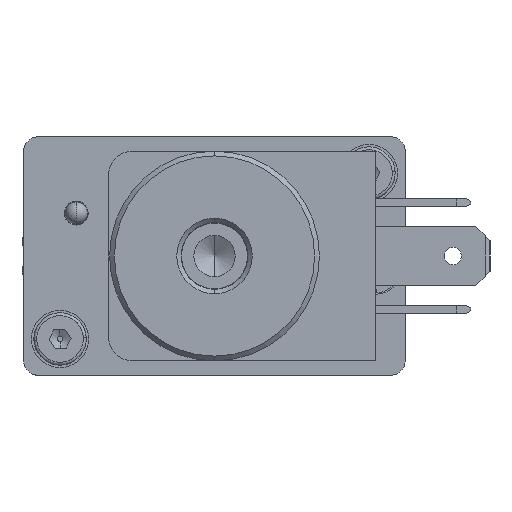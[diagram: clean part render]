
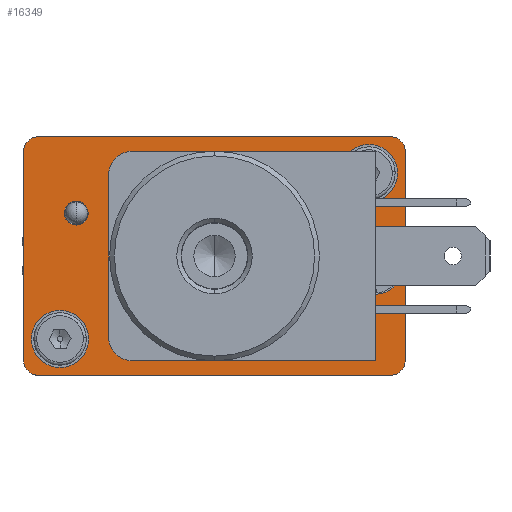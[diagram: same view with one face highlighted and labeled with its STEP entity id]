
A CAD part, left-side view. The second image highlights one B-rep face of the part: STEP entity #16349.
In plain terms, the highlighted face is planar.
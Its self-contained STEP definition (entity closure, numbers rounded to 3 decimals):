
#11897=CARTESIAN_POINT('',(7.2,25.75,15.2));
#11898=VERTEX_POINT('',#11897);
#11914=CARTESIAN_POINT('',(7.2,25.75,9.2));
#11915=VERTEX_POINT('',#11914);
#11922=CARTESIAN_POINT('',(7.2,25.75,12.2));
#11923=DIRECTION('',(0.0,-1.0,0.0));
#11924=DIRECTION('',(0.0,0.0,1.0));
#11925=AXIS2_PLACEMENT_3D('',#11922,#11923,#11924);
#11926=CIRCLE('',#11925,3.0);
#11927=EDGE_CURVE('',#11898,#11915,#11926,.T.);
#11939=CARTESIAN_POINT('',(-10.2,25.75,-17.2));
#11940=VERTEX_POINT('',#11939);
#11956=CARTESIAN_POINT('',(-10.2,25.75,-23.2));
#11957=VERTEX_POINT('',#11956);
#11964=CARTESIAN_POINT('',(-10.2,25.75,-20.2));
#11965=DIRECTION('',(0.0,-1.0,0.0));
#11966=DIRECTION('',(0.0,0.0,1.0));
#11967=AXIS2_PLACEMENT_3D('',#11964,#11965,#11966);
#11968=CIRCLE('',#11967,3.0);
#11969=EDGE_CURVE('',#11940,#11957,#11968,.T.);
#11981=CARTESIAN_POINT('',(-13.561,25.75,15.561));
#11982=VERTEX_POINT('',#11981);
#11998=CARTESIAN_POINT('',(-12.5,25.75,16.));
#11999=VERTEX_POINT('',#11998);
#12006=CARTESIAN_POINT('',(-12.5,25.75,14.5));
#12007=DIRECTION('',(0.0,-1.,0.0));
#12008=DIRECTION('',(-0.707,0.0,0.707));
#12009=AXIS2_PLACEMENT_3D('',#12006,#12007,#12008);
#12010=CIRCLE('',#12009,1.5);
#12011=EDGE_CURVE('',#11999,#11982,#12010,.T.);
#12023=CARTESIAN_POINT('',(-13.561,25.75,-23.561));
#12024=VERTEX_POINT('',#12023);
#12040=CARTESIAN_POINT('',(-14.0,25.75,-22.5));
#12041=VERTEX_POINT('',#12040);
#12048=CARTESIAN_POINT('',(-12.5,25.75,-22.5));
#12049=DIRECTION('',(0.0,-1.,0.0));
#12050=DIRECTION('',(-0.707,0.0,-0.707));
#12051=AXIS2_PLACEMENT_3D('',#12048,#12049,#12050);
#12052=CIRCLE('',#12051,1.5);
#12053=EDGE_CURVE('',#12041,#12024,#12052,.T.);
#12065=CARTESIAN_POINT('',(10.561,25.75,-23.561));
#12066=VERTEX_POINT('',#12065);
#12082=CARTESIAN_POINT('',(9.5,25.75,-24.0));
#12083=VERTEX_POINT('',#12082);
#12090=CARTESIAN_POINT('',(9.5,25.75,-22.5));
#12091=DIRECTION('',(0.0,-1.,0.0));
#12092=DIRECTION('',(0.707,0.0,-0.707));
#12093=AXIS2_PLACEMENT_3D('',#12090,#12091,#12092);
#12094=CIRCLE('',#12093,1.5);
#12095=EDGE_CURVE('',#12083,#12066,#12094,.T.);
#12107=CARTESIAN_POINT('',(10.561,25.75,15.561));
#12108=VERTEX_POINT('',#12107);
#12124=CARTESIAN_POINT('',(11.0,25.75,14.5));
#12125=VERTEX_POINT('',#12124);
#12132=CARTESIAN_POINT('',(9.5,25.75,14.5));
#12133=DIRECTION('',(0.0,-1.,0.0));
#12134=DIRECTION('',(0.707,0.0,0.707));
#12135=AXIS2_PLACEMENT_3D('',#12132,#12133,#12134);
#12136=CIRCLE('',#12135,1.5);
#12137=EDGE_CURVE('',#12125,#12108,#12136,.T.);
#12835=CARTESIAN_POINT('',(-3.0,25.75,15.5));
#12836=VERTEX_POINT('',#12835);
#12852=CARTESIAN_POINT('',(-3.,25.75,10.5));
#12853=VERTEX_POINT('',#12852);
#12860=CARTESIAN_POINT('',(-3.0,25.75,13.));
#12861=DIRECTION('',(0.0,-1.0,0.0));
#12862=DIRECTION('',(0.0,0.0,1.0));
#12863=AXIS2_PLACEMENT_3D('',#12860,#12861,#12862);
#12864=CIRCLE('',#12863,2.5);
#12865=EDGE_CURVE('',#12836,#12853,#12864,.T.);
#12918=CARTESIAN_POINT('',(7.5,25.75,-4.));
#12919=VERTEX_POINT('',#12918);
#12935=CARTESIAN_POINT('',(-10.5,25.75,-4.));
#12936=VERTEX_POINT('',#12935);
#12943=CARTESIAN_POINT('',(-1.5,25.75,-4.));
#12944=DIRECTION('',(0.0,-1.0,0.0));
#12945=DIRECTION('',(1.0,0.0,0.0));
#12946=AXIS2_PLACEMENT_3D('',#12943,#12944,#12945);
#12947=CIRCLE('',#12946,9.0);
#12948=EDGE_CURVE('',#12919,#12936,#12947,.T.);
#13875=CARTESIAN_POINT('',(3.0,25.75,-17.25));
#13876=VERTEX_POINT('',#13875);
#13892=CARTESIAN_POINT('',(3.0,25.75,-19.75));
#13893=VERTEX_POINT('',#13892);
#13900=CARTESIAN_POINT('',(3.0,25.75,-18.5));
#13901=DIRECTION('',(0.0,-1.0,0.0));
#13902=DIRECTION('',(0.0,0.0,1.0));
#13903=AXIS2_PLACEMENT_3D('',#13900,#13901,#13902);
#13904=CIRCLE('',#13903,1.25);
#13905=EDGE_CURVE('',#13876,#13893,#13904,.T.);
#13956=CARTESIAN_POINT('',(3.0,25.75,-18.5));
#13957=DIRECTION('',(0.0,-1.0,0.0));
#13958=DIRECTION('',(0.0,0.0,1.0));
#13959=AXIS2_PLACEMENT_3D('',#13956,#13957,#13958);
#13960=CIRCLE('',#13959,1.25);
#13961=EDGE_CURVE('',#13893,#13876,#13960,.T.);
#15331=CARTESIAN_POINT('',(-1.5,25.75,-4.));
#15332=DIRECTION('',(0.0,-1.0,0.0));
#15333=DIRECTION('',(1.0,0.0,0.0));
#15334=AXIS2_PLACEMENT_3D('',#15331,#15332,#15333);
#15335=CIRCLE('',#15334,9.0);
#15336=EDGE_CURVE('',#12936,#12919,#15335,.T.);
#15392=CARTESIAN_POINT('',(-3.0,25.75,13.));
#15393=DIRECTION('',(0.0,-1.0,0.0));
#15394=DIRECTION('',(0.0,0.0,1.0));
#15395=AXIS2_PLACEMENT_3D('',#15392,#15393,#15394);
#15396=CIRCLE('',#15395,2.5);
#15397=EDGE_CURVE('',#12853,#12836,#15396,.T.);
#16206=CARTESIAN_POINT('',(9.5,25.75,16.));
#16207=VERTEX_POINT('',#16206);
#16208=CARTESIAN_POINT('',(9.5,25.75,14.5));
#16209=DIRECTION('',(0.0,-1.,0.0));
#16210=DIRECTION('',(0.707,0.0,0.707));
#16211=AXIS2_PLACEMENT_3D('',#16208,#16209,#16210);
#16212=CIRCLE('',#16211,1.5);
#16213=EDGE_CURVE('',#12108,#16207,#16212,.T.);
#16239=CARTESIAN_POINT('',(9.5,25.75,16.));
#16240=DIRECTION('',(-1.0,0.0,0.0));
#16241=VECTOR('',#16240,22.0);
#16242=LINE('',#16239,#16241);
#16243=EDGE_CURVE('',#16207,#11999,#16242,.T.);
#16259=CARTESIAN_POINT('',(0.0,25.75,0.));
#16260=DIRECTION('',(0.0,1.0,0.0));
#16261=DIRECTION('',(0.0,0.0,1.0));
#16262=AXIS2_PLACEMENT_3D('',#16259,#16260,#16261);
#16263=PLANE('',#16262);
#16264=ORIENTED_EDGE('',*,*,#12137,.F.);
#16265=CARTESIAN_POINT('',(11.0,25.75,-22.5));
#16266=VERTEX_POINT('',#16265);
#16267=CARTESIAN_POINT('',(11.0,25.75,-22.5));
#16268=DIRECTION('',(0.0,0.0,1.0));
#16269=VECTOR('',#16268,37.);
#16270=LINE('',#16267,#16269);
#16271=EDGE_CURVE('',#16266,#12125,#16270,.T.);
#16272=ORIENTED_EDGE('',*,*,#16271,.F.);
#16273=CARTESIAN_POINT('',(9.5,25.75,-22.5));
#16274=DIRECTION('',(0.0,-1.,0.0));
#16275=DIRECTION('',(0.707,0.0,-0.707));
#16276=AXIS2_PLACEMENT_3D('',#16273,#16274,#16275);
#16277=CIRCLE('',#16276,1.5);
#16278=EDGE_CURVE('',#12066,#16266,#16277,.T.);
#16279=ORIENTED_EDGE('',*,*,#16278,.F.);
#16280=ORIENTED_EDGE('',*,*,#12095,.F.);
#16281=CARTESIAN_POINT('',(-12.5,25.75,-24.0));
#16282=VERTEX_POINT('',#16281);
#16283=CARTESIAN_POINT('',(-12.5,25.75,-24.0));
#16284=DIRECTION('',(1.0,0.0,0.0));
#16285=VECTOR('',#16284,22.0);
#16286=LINE('',#16283,#16285);
#16287=EDGE_CURVE('',#16282,#12083,#16286,.T.);
#16288=ORIENTED_EDGE('',*,*,#16287,.F.);
#16289=CARTESIAN_POINT('',(-12.5,25.75,-22.5));
#16290=DIRECTION('',(0.0,-1.,0.0));
#16291=DIRECTION('',(-0.707,0.0,-0.707));
#16292=AXIS2_PLACEMENT_3D('',#16289,#16290,#16291);
#16293=CIRCLE('',#16292,1.5);
#16294=EDGE_CURVE('',#12024,#16282,#16293,.T.);
#16295=ORIENTED_EDGE('',*,*,#16294,.F.);
#16296=ORIENTED_EDGE('',*,*,#12053,.F.);
#16297=CARTESIAN_POINT('',(-14.0,25.75,14.5));
#16298=VERTEX_POINT('',#16297);
#16299=CARTESIAN_POINT('',(-14.0,25.75,14.5));
#16300=DIRECTION('',(0.0,0.0,-1.0));
#16301=VECTOR('',#16300,37.);
#16302=LINE('',#16299,#16301);
#16303=EDGE_CURVE('',#16298,#12041,#16302,.T.);
#16304=ORIENTED_EDGE('',*,*,#16303,.F.);
#16305=CARTESIAN_POINT('',(-12.5,25.75,14.5));
#16306=DIRECTION('',(0.0,-1.,0.0));
#16307=DIRECTION('',(-0.707,0.0,0.707));
#16308=AXIS2_PLACEMENT_3D('',#16305,#16306,#16307);
#16309=CIRCLE('',#16308,1.5);
#16310=EDGE_CURVE('',#11982,#16298,#16309,.T.);
#16311=ORIENTED_EDGE('',*,*,#16310,.F.);
#16312=ORIENTED_EDGE('',*,*,#12011,.F.);
#16313=ORIENTED_EDGE('',*,*,#16243,.F.);
#16314=ORIENTED_EDGE('',*,*,#16213,.F.);
#16315=EDGE_LOOP('',(#16264,#16272,#16279,#16280,#16288,#16295,#16296,#16304,#16311,#16312,#16313,#16314));
#16316=FACE_OUTER_BOUND('',#16315,.T.);
#16317=ORIENTED_EDGE('',*,*,#13905,.T.);
#16318=ORIENTED_EDGE('',*,*,#13961,.T.);
#16319=EDGE_LOOP('',(#16317,#16318));
#16320=FACE_BOUND('',#16319,.T.);
#16321=ORIENTED_EDGE('',*,*,#12948,.T.);
#16322=ORIENTED_EDGE('',*,*,#15336,.T.);
#16323=EDGE_LOOP('',(#16321,#16322));
#16324=FACE_BOUND('',#16323,.T.);
#16325=ORIENTED_EDGE('',*,*,#12865,.T.);
#16326=ORIENTED_EDGE('',*,*,#15397,.T.);
#16327=EDGE_LOOP('',(#16325,#16326));
#16328=FACE_BOUND('',#16327,.T.);
#16329=ORIENTED_EDGE('',*,*,#11969,.T.);
#16330=CARTESIAN_POINT('',(-10.2,25.75,-20.2));
#16331=DIRECTION('',(0.0,-1.0,0.0));
#16332=DIRECTION('',(0.0,0.0,1.0));
#16333=AXIS2_PLACEMENT_3D('',#16330,#16331,#16332);
#16334=CIRCLE('',#16333,3.0);
#16335=EDGE_CURVE('',#11957,#11940,#16334,.T.);
#16336=ORIENTED_EDGE('',*,*,#16335,.T.);
#16337=EDGE_LOOP('',(#16329,#16336));
#16338=FACE_BOUND('',#16337,.T.);
#16339=ORIENTED_EDGE('',*,*,#11927,.T.);
#16340=CARTESIAN_POINT('',(7.2,25.75,12.2));
#16341=DIRECTION('',(0.0,-1.0,0.0));
#16342=DIRECTION('',(0.0,0.0,1.0));
#16343=AXIS2_PLACEMENT_3D('',#16340,#16341,#16342);
#16344=CIRCLE('',#16343,3.0);
#16345=EDGE_CURVE('',#11915,#11898,#16344,.T.);
#16346=ORIENTED_EDGE('',*,*,#16345,.T.);
#16347=EDGE_LOOP('',(#16339,#16346));
#16348=FACE_BOUND('',#16347,.T.);
#16349=ADVANCED_FACE('',(#16316,#16320,#16324,#16328,#16338,#16348),#16263,.T.);
